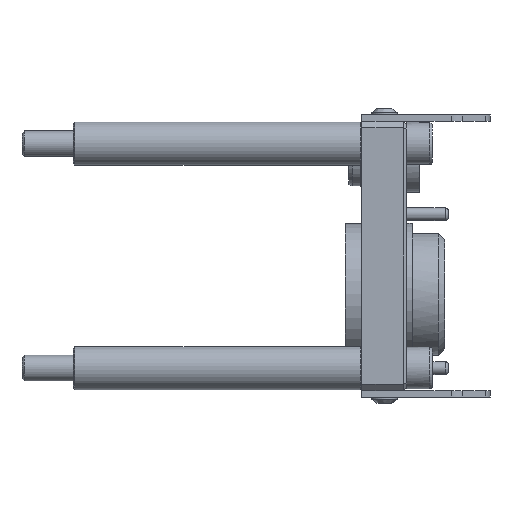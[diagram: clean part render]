
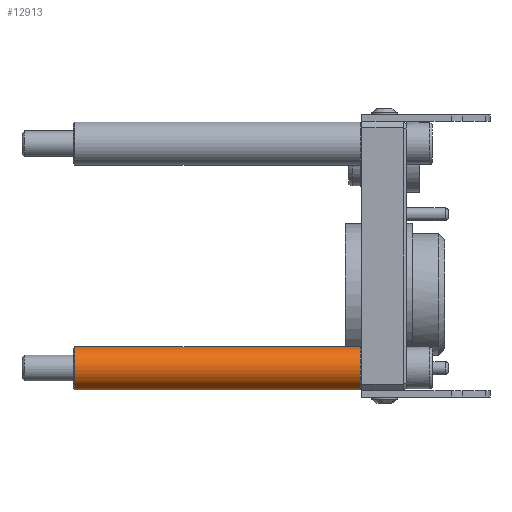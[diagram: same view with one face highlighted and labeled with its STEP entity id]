
A CAD part, front view. The second image highlights one B-rep face of the part: STEP entity #12913.
In plain terms, the highlighted cylindrical face has radius 6.75 mm (diameter 13.5 mm), a full revolution.
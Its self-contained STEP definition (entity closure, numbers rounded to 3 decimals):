
#1785=FACE_OUTER_BOUND('',#2566,.T.);
#2566=EDGE_LOOP('',(#10546,#10547,#10548,#10549,#10550,#10551));
#3553=LINE('',#22849,#4522);
#4522=VECTOR('',#15304,6.75);
#4919=CIRCLE('',#13535,6.75);
#4920=CIRCLE('',#13536,6.75);
#4922=CIRCLE('',#13539,6.75);
#4923=CIRCLE('',#13540,6.75);
#5950=VERTEX_POINT('',#22837);
#5951=VERTEX_POINT('',#22838);
#5953=VERTEX_POINT('',#22845);
#5954=VERTEX_POINT('',#22846);
#7551=EDGE_CURVE('',#5950,#5951,#4919,.T.);
#7552=EDGE_CURVE('',#5951,#5950,#4920,.T.);
#7555=EDGE_CURVE('',#5953,#5954,#4922,.T.);
#7556=EDGE_CURVE('',#5954,#5953,#4923,.T.);
#7557=EDGE_CURVE('',#5954,#5951,#3553,.T.);
#10546=ORIENTED_EDGE('',*,*,#7555,.F.);
#10547=ORIENTED_EDGE('',*,*,#7556,.F.);
#10548=ORIENTED_EDGE('',*,*,#7557,.T.);
#10549=ORIENTED_EDGE('',*,*,#7551,.F.);
#10550=ORIENTED_EDGE('',*,*,#7552,.F.);
#10551=ORIENTED_EDGE('',*,*,#7557,.F.);
#11669=CYLINDRICAL_SURFACE('',#13538,6.75);
#12913=ADVANCED_FACE('',(#1785),#11669,.T.);
#13535=AXIS2_PLACEMENT_3D('',#22839,#15291,#15292);
#13536=AXIS2_PLACEMENT_3D('',#22840,#15293,#15294);
#13538=AXIS2_PLACEMENT_3D('',#22844,#15298,#15299);
#13539=AXIS2_PLACEMENT_3D('',#22847,#15300,#15301);
#13540=AXIS2_PLACEMENT_3D('',#22848,#15302,#15303);
#15291=DIRECTION('center_axis',(-1.,0.,0.));
#15292=DIRECTION('ref_axis',(0.,-0.088,-0.996));
#15293=DIRECTION('center_axis',(-1.,0.,0.));
#15294=DIRECTION('ref_axis',(0.,-0.088,-0.996));
#15298=DIRECTION('center_axis',(1.,0.,0.));
#15299=DIRECTION('ref_axis',(0.,0.088,0.996));
#15300=DIRECTION('center_axis',(1.,0.,0.));
#15301=DIRECTION('ref_axis',(0.,-0.088,-0.996));
#15302=DIRECTION('center_axis',(1.,0.,0.));
#15303=DIRECTION('ref_axis',(0.,-0.088,-0.996));
#15304=DIRECTION('',(-1.,0.,0.));
#22837=CARTESIAN_POINT('',(-106.154,-80.169,-28.276));
#22838=CARTESIAN_POINT('',(-106.154,-81.353,-41.724));
#22839=CARTESIAN_POINT('Origin',(-106.154,-80.761,-35.));
#22840=CARTESIAN_POINT('Origin',(-106.154,-80.761,-35.));
#22844=CARTESIAN_POINT('Origin',(-61.654,-80.761,-35.));
#22845=CARTESIAN_POINT('',(-17.154,-80.169,-28.276));
#22846=CARTESIAN_POINT('',(-17.154,-81.353,-41.724));
#22847=CARTESIAN_POINT('Origin',(-17.154,-80.761,-35.));
#22848=CARTESIAN_POINT('Origin',(-17.154,-80.761,-35.));
#22849=CARTESIAN_POINT('',(-61.654,-81.353,-41.724));
